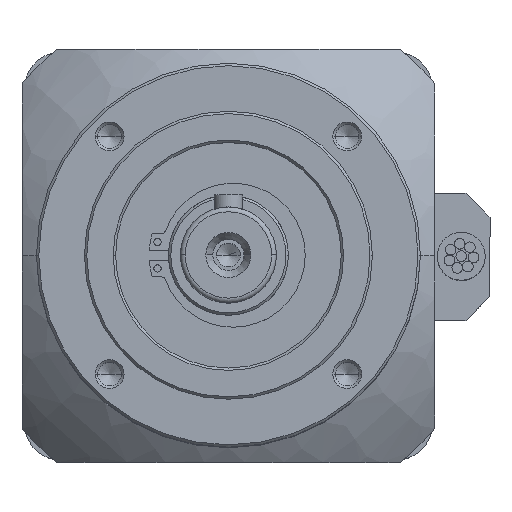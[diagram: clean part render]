
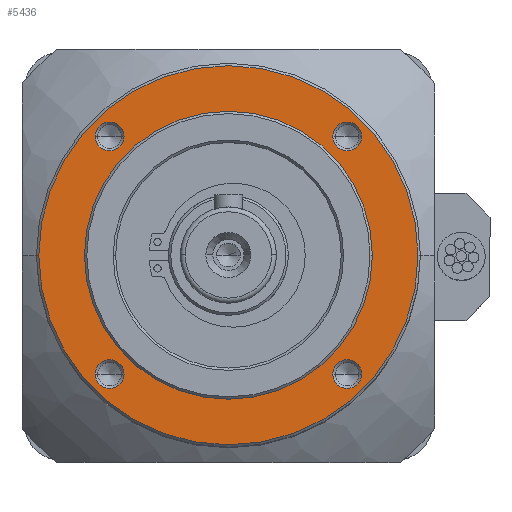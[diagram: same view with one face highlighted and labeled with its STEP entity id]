
A CAD part, top view. The second image highlights one B-rep face of the part: STEP entity #5436.
In plain terms, the highlighted planar face has unit normal (0, 0, 1).
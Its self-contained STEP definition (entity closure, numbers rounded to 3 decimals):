
#154 = AXIS2_PLACEMENT_3D ( 'NONE', #2335, #2336, #2337 ) ;
#485 = VERTEX_POINT ( 'NONE', #4934 ) ;
#503 = VERTEX_POINT ( 'NONE', #4916 ) ;
#505 = VERTEX_POINT ( 'NONE', #4914 ) ;
#523 = VERTEX_POINT ( 'NONE', #4896 ) ;
#550 = VERTEX_POINT ( 'NONE', #2258 ) ;
#563 = VERTEX_POINT ( 'NONE', #2271 ) ;
#572 = VERTEX_POINT ( 'NONE', #2280 ) ;
#911 = EDGE_CURVE ( 'NONE', #503, #505, #5764, .T. ) ;
#925 = EDGE_CURVE ( 'NONE', #563, #572, #5309, .T. ) ;
#929 = EDGE_CURVE ( 'NONE', #523, #550, #4877, .T. ) ;
#1313 = VERTEX_POINT ( 'NONE', #2467 ) ;
#1399 = VERTEX_POINT ( 'NONE', #2515 ) ;
#1415 = VERTEX_POINT ( 'NONE', #2531 ) ;
#1566 = EDGE_LOOP ( 'NONE', ( #2133, #2134 ) ) ;
#1567 = EDGE_LOOP ( 'NONE', ( #2135, #2136 ) ) ;
#1568 = EDGE_LOOP ( 'NONE', ( #2137, #2138 ) ) ;
#1569 = EDGE_LOOP ( 'NONE', ( #2139, #2140 ) ) ;
#1570 = EDGE_LOOP ( 'NONE', ( #2141, #2142 ) ) ;
#1725 = EDGE_CURVE ( 'NONE', #6372, #6399, #5844, .T. ) ;
#1726 = EDGE_CURVE ( 'NONE', #1415, #1399, #5852, .T. ) ;
#1727 = EDGE_CURVE ( 'NONE', #505, #503, #5854, .T. ) ;
#1728 = EDGE_CURVE ( 'NONE', #550, #523, #5846, .T. ) ;
#1729 = EDGE_CURVE ( 'NONE', #572, #563, #5848, .T. ) ;
#1731 = EDGE_CURVE ( 'NONE', #1313, #485, #5860, .T. ) ;
#2133 = ORIENTED_EDGE ( 'NONE', *, *, #925, .T. ) ;
#2134 = ORIENTED_EDGE ( 'NONE', *, *, #1729, .T. ) ;
#2135 = ORIENTED_EDGE ( 'NONE', *, *, #929, .T. ) ;
#2136 = ORIENTED_EDGE ( 'NONE', *, *, #1728, .T. ) ;
#2137 = ORIENTED_EDGE ( 'NONE', *, *, #911, .T. ) ;
#2138 = ORIENTED_EDGE ( 'NONE', *, *, #1727, .T. ) ;
#2139 = ORIENTED_EDGE ( 'NONE', *, *, #5310, .T. ) ;
#2140 = ORIENTED_EDGE ( 'NONE', *, *, #1726, .T. ) ;
#2141 = ORIENTED_EDGE ( 'NONE', *, *, #5314, .T. ) ;
#2142 = ORIENTED_EDGE ( 'NONE', *, *, #1725, .T. ) ;
#2143 = ORIENTED_EDGE ( 'NONE', *, *, #5620, .F. ) ;
#2144 = ORIENTED_EDGE ( 'NONE', *, *, #1731, .F. ) ;
#2258 = CARTESIAN_POINT ( 'NONE',  ( -27.749, -24.749, 200. ) ) ;
#2271 = CARTESIAN_POINT ( 'NONE',  ( 27.749, -24.749, 200. ) ) ;
#2280 = CARTESIAN_POINT ( 'NONE',  ( 21.749, -24.749, 200. ) ) ;
#2335 = CARTESIAN_POINT ( 'NONE',  ( -24.749, 24.749, 200. ) ) ;
#2336 = DIRECTION ( 'NONE',  ( 0., 0., -1. ) ) ;
#2337 = DIRECTION ( 'NONE',  ( 1., 0., 0. ) ) ;
#2357 = CARTESIAN_POINT ( 'NONE',  ( 24.749, -24.749, 200. ) ) ;
#2358 = DIRECTION ( 'NONE',  ( 0., 0., -1. ) ) ;
#2359 = DIRECTION ( 'NONE',  ( 1., 0., 0. ) ) ;
#2367 = CARTESIAN_POINT ( 'NONE',  ( -24.749, -24.749, 200. ) ) ;
#2368 = DIRECTION ( 'NONE',  ( 0., 0., -1. ) ) ;
#2369 = DIRECTION ( 'NONE',  ( 1., 0., 0. ) ) ;
#2467 = CARTESIAN_POINT ( 'NONE',  ( 39.5, 0., 200. ) ) ;
#2515 = CARTESIAN_POINT ( 'NONE',  ( 27.749, 24.749, 200. ) ) ;
#2531 = CARTESIAN_POINT ( 'NONE',  ( 21.749, 24.749, 200. ) ) ;
#2839 = CARTESIAN_POINT ( 'NONE',  ( 0., 0., 200. ) ) ;
#2840 = DIRECTION ( 'NONE',  ( 0., 0., -1. ) ) ;
#2841 = DIRECTION ( 'NONE',  ( -1., 0., 0. ) ) ;
#2842 = CARTESIAN_POINT ( 'NONE',  ( 24.749, 24.749, 200. ) ) ;
#2843 = DIRECTION ( 'NONE',  ( 0., 0., -1. ) ) ;
#2844 = DIRECTION ( 'NONE',  ( 1., 0., 0. ) ) ;
#2845 = CARTESIAN_POINT ( 'NONE',  ( -24.749, 24.749, 200. ) ) ;
#2846 = DIRECTION ( 'NONE',  ( 0., 0., -1. ) ) ;
#2847 = DIRECTION ( 'NONE',  ( 1., 0., 0. ) ) ;
#2848 = CARTESIAN_POINT ( 'NONE',  ( -24.749, -24.749, 200. ) ) ;
#2849 = DIRECTION ( 'NONE',  ( 0., 0., -1. ) ) ;
#2850 = DIRECTION ( 'NONE',  ( 1., 0., 0. ) ) ;
#2851 = CARTESIAN_POINT ( 'NONE',  ( 24.749, -24.749, 200. ) ) ;
#2852 = DIRECTION ( 'NONE',  ( 0., 0., -1. ) ) ;
#2853 = DIRECTION ( 'NONE',  ( 1., 0., 0. ) ) ;
#2857 = CARTESIAN_POINT ( 'NONE',  ( 0., 0., 200. ) ) ;
#2858 = DIRECTION ( 'NONE',  ( 0., 0., -1. ) ) ;
#2859 = DIRECTION ( 'NONE',  ( -1., 0., 0. ) ) ;
#3456 = CARTESIAN_POINT ( 'NONE',  ( 24.749, 24.749, 200. ) ) ;
#3457 = DIRECTION ( 'NONE',  ( 0., 0., -1. ) ) ;
#3458 = DIRECTION ( 'NONE',  ( 1., 0., 0. ) ) ;
#3466 = CARTESIAN_POINT ( 'NONE',  ( 0., 0., 200. ) ) ;
#3467 = DIRECTION ( 'NONE',  ( 0., 0., -1. ) ) ;
#3468 = DIRECTION ( 'NONE',  ( -1., 0., 0. ) ) ;
#3836 = PLANE ( 'NONE',  #5887 ) ;
#3837 = CARTESIAN_POINT ( 'NONE',  ( -40.29, -39.5, 200. ) ) ;
#3838 = DIRECTION ( 'NONE',  ( 0., 0., 1. ) ) ;
#3839 = DIRECTION ( 'NONE',  ( 1., 0., 0. ) ) ;
#4370 = CARTESIAN_POINT ( 'NONE',  ( 0., 0., 200. ) ) ;
#4371 = DIRECTION ( 'NONE',  ( 0., 0., -1. ) ) ;
#4372 = DIRECTION ( 'NONE',  ( -1., 0., 0. ) ) ;
#4811 = CARTESIAN_POINT ( 'NONE',  ( 30., 0., 200. ) ) ;
#4838 = CARTESIAN_POINT ( 'NONE',  ( -30., 0., 200. ) ) ;
#4877 = CIRCLE ( 'NONE', #4886, 3. ) ;
#4878 = AXIS2_PLACEMENT_3D ( 'NONE', #2357, #2358, #2359 ) ;
#4886 = AXIS2_PLACEMENT_3D ( 'NONE', #2367, #2368, #2369 ) ;
#4896 = CARTESIAN_POINT ( 'NONE',  ( -21.749, -24.749, 200. ) ) ;
#4914 = CARTESIAN_POINT ( 'NONE',  ( -27.749, 24.749, 200. ) ) ;
#4916 = CARTESIAN_POINT ( 'NONE',  ( -21.749, 24.749, 200. ) ) ;
#4934 = CARTESIAN_POINT ( 'NONE',  ( -39.5, 0., 200. ) ) ;
#5063 = CIRCLE ( 'NONE', #5067, 3. ) ;
#5065 = CIRCLE ( 'NONE', #5073, 30. ) ;
#5067 = AXIS2_PLACEMENT_3D ( 'NONE', #3456, #3457, #3458 ) ;
#5073 = AXIS2_PLACEMENT_3D ( 'NONE', #3466, #3467, #3468 ) ;
#5309 = CIRCLE ( 'NONE', #4878, 3. ) ;
#5310 = EDGE_CURVE ( 'NONE', #1399, #1415, #5063, .T. ) ;
#5314 = EDGE_CURVE ( 'NONE', #6399, #6372, #5065, .T. ) ;
#5436 = ADVANCED_FACE ( 'NONE', ( #6188, #6189, #6190, #6191, #6192, #6193 ), #3836, .T. ) ;
#5620 = EDGE_CURVE ( 'NONE', #485, #1313, #6875, .T. ) ;
#5764 = CIRCLE ( 'NONE', #154, 3. ) ;
#5844 = CIRCLE ( 'NONE', #5851, 30. ) ;
#5846 = CIRCLE ( 'NONE', #5856, 3. ) ;
#5848 = CIRCLE ( 'NONE', #5858, 3. ) ;
#5851 = AXIS2_PLACEMENT_3D ( 'NONE', #2839, #2840, #2841 ) ;
#5852 = CIRCLE ( 'NONE', #5853, 3. ) ;
#5853 = AXIS2_PLACEMENT_3D ( 'NONE', #2842, #2843, #2844 ) ;
#5854 = CIRCLE ( 'NONE', #5855, 3. ) ;
#5855 = AXIS2_PLACEMENT_3D ( 'NONE', #2845, #2846, #2847 ) ;
#5856 = AXIS2_PLACEMENT_3D ( 'NONE', #2848, #2849, #2850 ) ;
#5858 = AXIS2_PLACEMENT_3D ( 'NONE', #2851, #2852, #2853 ) ;
#5860 = CIRCLE ( 'NONE', #5861, 39.5 ) ;
#5861 = AXIS2_PLACEMENT_3D ( 'NONE', #2857, #2858, #2859 ) ;
#5887 = AXIS2_PLACEMENT_3D ( 'NONE', #3837, #3838, #3839 ) ;
#6188 = FACE_BOUND ( 'NONE', #1566, .T. ) ;
#6189 = FACE_BOUND ( 'NONE', #1567, .T. ) ;
#6190 = FACE_BOUND ( 'NONE', #1568, .T. ) ;
#6191 = FACE_BOUND ( 'NONE', #1569, .T. ) ;
#6192 = FACE_BOUND ( 'NONE', #1570, .T. ) ;
#6193 = FACE_OUTER_BOUND ( 'NONE', #6420, .T. ) ;
#6372 = VERTEX_POINT ( 'NONE', #4811 ) ;
#6399 = VERTEX_POINT ( 'NONE', #4838 ) ;
#6420 = EDGE_LOOP ( 'NONE', ( #2143, #2144 ) ) ;
#6875 = CIRCLE ( 'NONE', #6877, 39.5 ) ;
#6877 = AXIS2_PLACEMENT_3D ( 'NONE', #4370, #4371, #4372 ) ;
